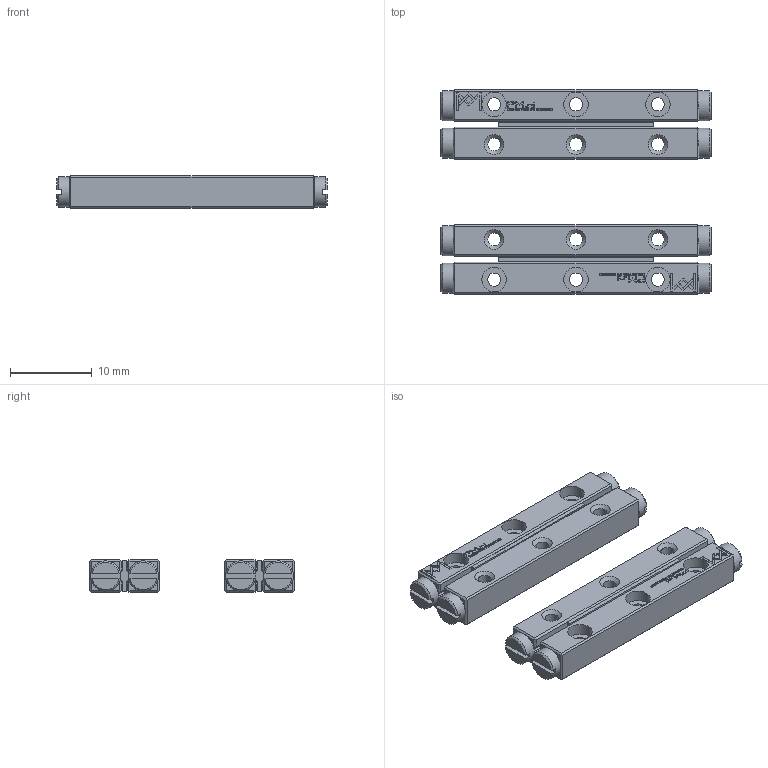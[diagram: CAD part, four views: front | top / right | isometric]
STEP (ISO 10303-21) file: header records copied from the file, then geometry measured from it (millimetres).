
FILE_DESCRIPTION(/* description */ (''),/* implementation_level */ '2;1');
FILE_NAME(/* name */ 'Set RSD-1530x6KZR_stp.stp',/* time_stamp */ '2025-02-17T08:21:47+01:00',/* author */ (''),/* organization */ (''),/* preprocessor_version */ 'ST-DEVELOPER v16.7',/* originating_system */ 'SIEMENS PLM Software NX 12.0',/* authorisation */ '');
FILE_SCHEMA (('AUTOMOTIVE_DESIGN { 1 0 10303 214 3 1 1 1 }'));
Products named in the file (1): Set RSD-1530x6KZR_stp
Bounding box: 33 x 25 x 4 mm (x, y, z)
Volume: 1817.4 mm3; surface area: 3399.6 mm2
Topology: 26 solids, 26 shells, 1616 faces, 4272 edges, 2836 vertices
Faces by surface type: plane 1112, bspline 360, cone 76, cylinder 68
Full cylindrical faces by diameter (mm): 1.45 x8, 1.5 x12, 1.6 x12, 1.8 x8, 2 x8, 3 x12, 3.7 x8
Entity records: 58861 total; most frequent: CARTESIAN_POINT 13573, ORIENTED_EDGE 8192, DIRECTION 6078, EDGE_CURVE 4096, LINE 3124, VECTOR 3124, VERTEX_POINT 2796, EDGE_LOOP 1920
